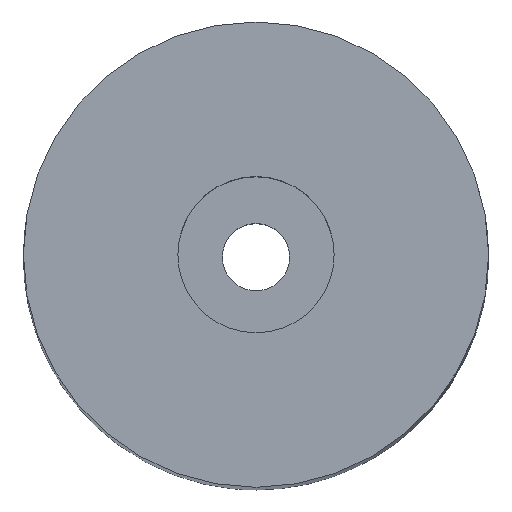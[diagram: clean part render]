
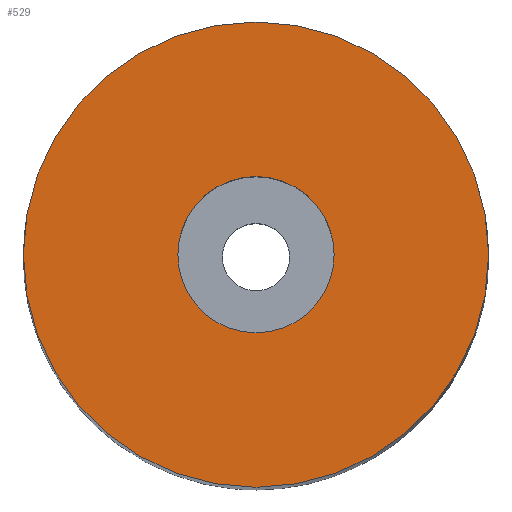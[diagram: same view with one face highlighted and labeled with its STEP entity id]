
A CAD part, top view. The second image highlights one B-rep face of the part: STEP entity #529.
In plain terms, the highlighted planar face has unit normal (0, 0, 1).
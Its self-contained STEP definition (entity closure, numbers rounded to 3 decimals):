
#48=FACE_BOUND('',#138,.T.);
#58=PLANE('',#613);
#87=FACE_OUTER_BOUND('',#137,.T.);
#137=EDGE_LOOP('',(#480));
#138=EDGE_LOOP('',(#481));
#185=CIRCLE('',#545,7.557);
#211=CIRCLE('',#593,22.5);
#221=VERTEX_POINT('',#781);
#261=VERTEX_POINT('',#965);
#269=EDGE_CURVE('',#221,#221,#185,.T.);
#325=EDGE_CURVE('',#261,#261,#211,.T.);
#480=ORIENTED_EDGE('',*,*,#325,.T.);
#481=ORIENTED_EDGE('',*,*,#269,.T.);
#529=ADVANCED_FACE('',(#87,#48),#58,.T.);
#545=AXIS2_PLACEMENT_3D('',#782,#618,#619);
#593=AXIS2_PLACEMENT_3D('',#966,#732,#733);
#613=AXIS2_PLACEMENT_3D('',#998,#777,#778);
#618=DIRECTION('center_axis',(0.,0.,-1.));
#619=DIRECTION('ref_axis',(1.,0.,0.));
#732=DIRECTION('center_axis',(0.,0.,1.));
#733=DIRECTION('ref_axis',(1.,0.,0.));
#777=DIRECTION('center_axis',(0.,0.,1.));
#778=DIRECTION('ref_axis',(1.,0.,0.));
#781=CARTESIAN_POINT('',(-7.557,0.,150.));
#782=CARTESIAN_POINT('Origin',(0.,0.,150.));
#965=CARTESIAN_POINT('',(-22.5,0.,150.));
#966=CARTESIAN_POINT('Origin',(0.,0.,150.));
#998=CARTESIAN_POINT('Origin',(0.,0.,150.));
